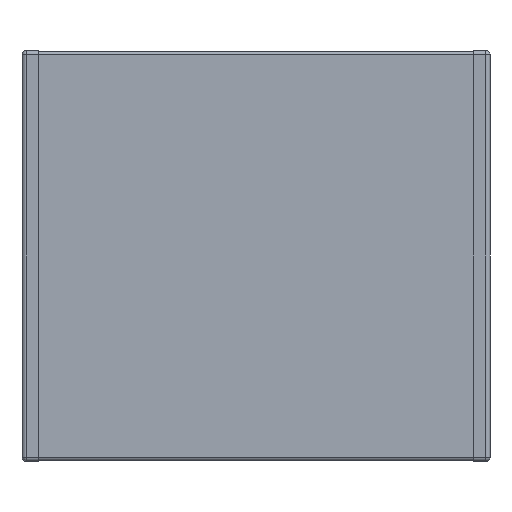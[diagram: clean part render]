
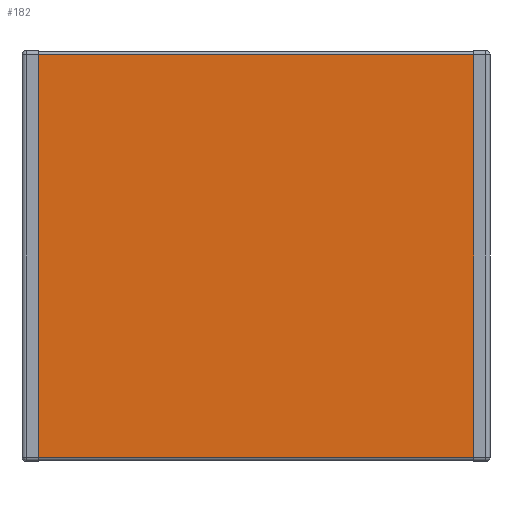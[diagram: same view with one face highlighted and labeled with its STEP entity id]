
A CAD part, front view. The second image highlights one B-rep face of the part: STEP entity #182.
In plain terms, the highlighted planar face has unit normal (0, -1, 0).
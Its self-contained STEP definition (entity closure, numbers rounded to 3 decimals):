
#123 = CARTESIAN_POINT ( 'NONE',  ( 2.65, -1.39, -2.45 ) ) ;
#157 = DIRECTION ( 'NONE',  ( -1., 0., 0. ) ) ;
#182 = ADVANCED_FACE ( 'NONE', ( #535 ), #211, .F. ) ;
#211 = PLANE ( 'NONE',  #1144 ) ;
#226 = VERTEX_POINT ( 'NONE', #511 ) ;
#232 = EDGE_CURVE ( 'NONE', #226, #377, #1211, .T. ) ;
#233 = CARTESIAN_POINT ( 'NONE',  ( -2.65, -1.39, 2.45 ) ) ;
#244 = ORIENTED_EDGE ( 'NONE', *, *, #232, .F. ) ;
#283 = CARTESIAN_POINT ( 'NONE',  ( 500000., -1.39, -2.45 ) ) ;
#323 = CARTESIAN_POINT ( 'NONE',  ( 500000., -1.39, 2.45 ) ) ;
#377 = VERTEX_POINT ( 'NONE', #123 ) ;
#405 = DIRECTION ( 'NONE',  ( 0., 0., -1. ) ) ;
#464 = VECTOR ( 'NONE', #157, 1000. ) ;
#469 = ORIENTED_EDGE ( 'NONE', *, *, #1284, .T. ) ;
#488 = EDGE_LOOP ( 'NONE', ( #244, #469, #669, #724 ) ) ;
#511 = CARTESIAN_POINT ( 'NONE',  ( 2.65, -1.39, 2.45 ) ) ;
#535 = FACE_OUTER_BOUND ( 'NONE', #488, .T. ) ;
#542 = EDGE_CURVE ( 'NONE', #1018, #619, #1460, .T. ) ;
#561 = EDGE_CURVE ( 'NONE', #377, #619, #610, .T. ) ;
#570 = VECTOR ( 'NONE', #1383, 1000. ) ;
#610 = LINE ( 'NONE', #283, #464 ) ;
#611 = VECTOR ( 'NONE', #405, 1000. ) ;
#619 = VERTEX_POINT ( 'NONE', #646 ) ;
#646 = CARTESIAN_POINT ( 'NONE',  ( -2.65, -1.39, -2.45 ) ) ;
#669 = ORIENTED_EDGE ( 'NONE', *, *, #542, .T. ) ;
#724 = ORIENTED_EDGE ( 'NONE', *, *, #561, .F. ) ;
#752 = CARTESIAN_POINT ( 'NONE',  ( -2.65, -1.39, 2.45 ) ) ;
#885 = DIRECTION ( 'NONE',  ( 0., 0., 1. ) ) ;
#1002 = DIRECTION ( 'NONE',  ( 0., 0., -1. ) ) ;
#1018 = VERTEX_POINT ( 'NONE', #233 ) ;
#1110 = CARTESIAN_POINT ( 'NONE',  ( 500000., -1.39, 2.45 ) ) ;
#1144 = AXIS2_PLACEMENT_3D ( 'NONE', #323, #1280, #885 ) ;
#1211 = LINE ( 'NONE', #1370, #611 ) ;
#1280 = DIRECTION ( 'NONE',  ( 0., 1., 0. ) ) ;
#1284 = EDGE_CURVE ( 'NONE', #226, #1018, #1423, .T. ) ;
#1370 = CARTESIAN_POINT ( 'NONE',  ( 2.65, -1.39, 2.45 ) ) ;
#1383 = DIRECTION ( 'NONE',  ( -1., 0., 0. ) ) ;
#1423 = LINE ( 'NONE', #1110, #570 ) ;
#1430 = VECTOR ( 'NONE', #1002, 1000. ) ;
#1460 = LINE ( 'NONE', #752, #1430 ) ;
